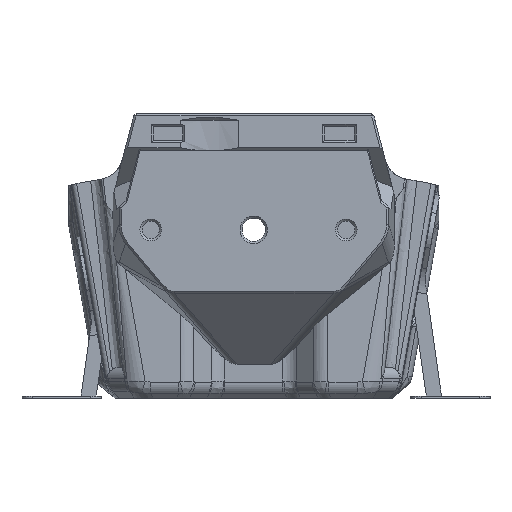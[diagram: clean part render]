
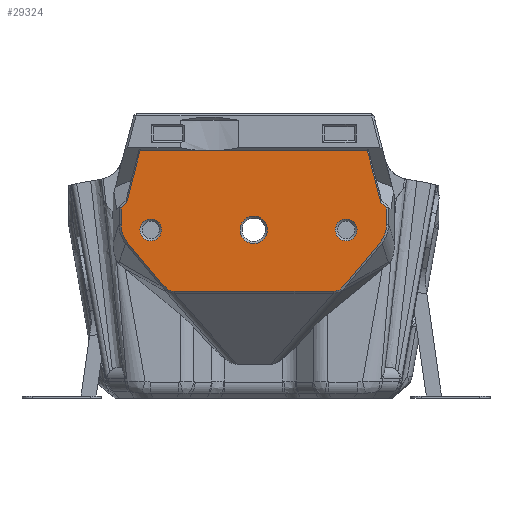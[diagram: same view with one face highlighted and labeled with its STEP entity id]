
A CAD part, front view. The second image highlights one B-rep face of the part: STEP entity #29324.
In plain terms, the highlighted planar face has unit normal (0, -1, 0).
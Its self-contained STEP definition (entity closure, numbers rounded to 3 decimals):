
#616=B_SPLINE_CURVE_WITH_KNOTS('',3,(#44804,#44805,#44806,#44807),
 .UNSPECIFIED.,.F.,.F.,(4,4),(0.,0.004),.UNSPECIFIED.);
#617=B_SPLINE_CURVE_WITH_KNOTS('',3,(#44811,#44812,#44813,#44814),
 .UNSPECIFIED.,.F.,.F.,(4,4),(0.,0.002),.UNSPECIFIED.);
#618=B_SPLINE_CURVE_WITH_KNOTS('',3,(#44816,#44817,#44818,#44819),
 .UNSPECIFIED.,.F.,.F.,(4,4),(0.,0.001),.UNSPECIFIED.);
#619=B_SPLINE_CURVE_WITH_KNOTS('',3,(#44823,#44824,#44825,#44826),
 .UNSPECIFIED.,.F.,.F.,(4,4),(0.,0.001),.UNSPECIFIED.);
#620=B_SPLINE_CURVE_WITH_KNOTS('',3,(#44828,#44829,#44830,#44831),
 .UNSPECIFIED.,.F.,.F.,(4,4),(0.,0.002),
 .UNSPECIFIED.);
#621=B_SPLINE_CURVE_WITH_KNOTS('',3,(#44835,#44836,#44837,#44838),
 .UNSPECIFIED.,.F.,.F.,(4,4),(0.017,0.02),
 .UNSPECIFIED.);
#1358=CIRCLE('',#31246,2.05);
#1359=CIRCLE('',#31247,2.6);
#1360=CIRCLE('',#31248,2.05);
#4400=ORIENTED_EDGE('',*,*,#12760,.T.);
#4401=ORIENTED_EDGE('',*,*,#12761,.T.);
#4402=ORIENTED_EDGE('',*,*,#12762,.T.);
#4403=ORIENTED_EDGE('',*,*,#12710,.T.);
#4404=ORIENTED_EDGE('',*,*,#12687,.T.);
#4405=ORIENTED_EDGE('',*,*,#12763,.F.);
#4406=ORIENTED_EDGE('',*,*,#12764,.F.);
#4407=ORIENTED_EDGE('',*,*,#12765,.T.);
#4408=ORIENTED_EDGE('',*,*,#12766,.F.);
#4409=ORIENTED_EDGE('',*,*,#12767,.F.);
#4410=ORIENTED_EDGE('',*,*,#12768,.F.);
#4411=ORIENTED_EDGE('',*,*,#12769,.F.);
#4412=ORIENTED_EDGE('',*,*,#12770,.F.);
#4413=ORIENTED_EDGE('',*,*,#12771,.T.);
#4414=ORIENTED_EDGE('',*,*,#12772,.T.);
#4415=ORIENTED_EDGE('',*,*,#12773,.T.);
#4416=ORIENTED_EDGE('',*,*,#12774,.T.);
#4417=ORIENTED_EDGE('',*,*,#12775,.F.);
#4418=ORIENTED_EDGE('',*,*,#12776,.T.);
#4419=ORIENTED_EDGE('',*,*,#12777,.T.);
#12687=EDGE_CURVE('',#16979,#16978,#19807,.T.);
#12710=EDGE_CURVE('',#17000,#16979,#19826,.T.);
#12760=EDGE_CURVE('',#17046,#17046,#1358,.T.);
#12761=EDGE_CURVE('',#17047,#17047,#1359,.F.);
#12762=EDGE_CURVE('',#17048,#17000,#19865,.T.);
#12763=EDGE_CURVE('',#17049,#16978,#19866,.T.);
#12764=EDGE_CURVE('',#17050,#17049,#19867,.T.);
#12765=EDGE_CURVE('',#17050,#17051,#19868,.F.);
#12766=EDGE_CURVE('',#17052,#17051,#616,.T.);
#12767=EDGE_CURVE('',#17053,#17052,#19869,.T.);
#12768=EDGE_CURVE('',#17054,#17053,#617,.T.);
#12769=EDGE_CURVE('',#17055,#17054,#618,.T.);
#12770=EDGE_CURVE('',#17056,#17055,#19870,.T.);
#12771=EDGE_CURVE('',#17056,#17057,#619,.T.);
#12772=EDGE_CURVE('',#17057,#17058,#620,.T.);
#12773=EDGE_CURVE('',#17058,#17059,#19871,.T.);
#12774=EDGE_CURVE('',#17059,#17060,#621,.T.);
#12775=EDGE_CURVE('',#17061,#17060,#19872,.F.);
#12776=EDGE_CURVE('',#17061,#17048,#19873,.T.);
#12777=EDGE_CURVE('',#17062,#17062,#1360,.T.);
#16978=VERTEX_POINT('',#44621);
#16979=VERTEX_POINT('',#44623);
#17000=VERTEX_POINT('',#44670);
#17046=VERTEX_POINT('',#44793);
#17047=VERTEX_POINT('',#44795);
#17048=VERTEX_POINT('',#44797);
#17049=VERTEX_POINT('',#44799);
#17050=VERTEX_POINT('',#44801);
#17051=VERTEX_POINT('',#44803);
#17052=VERTEX_POINT('',#44808);
#17053=VERTEX_POINT('',#44810);
#17054=VERTEX_POINT('',#44815);
#17055=VERTEX_POINT('',#44820);
#17056=VERTEX_POINT('',#44822);
#17057=VERTEX_POINT('',#44827);
#17058=VERTEX_POINT('',#44832);
#17059=VERTEX_POINT('',#44834);
#17060=VERTEX_POINT('',#44839);
#17061=VERTEX_POINT('',#44841);
#17062=VERTEX_POINT('',#44844);
#19807=LINE('',#44622,#22337);
#19826=LINE('',#44669,#22356);
#19865=LINE('',#44796,#22395);
#19866=LINE('',#44798,#22396);
#19867=LINE('',#44800,#22397);
#19868=LINE('',#44802,#22398);
#19869=LINE('',#44809,#22399);
#19870=LINE('',#44821,#22400);
#19871=LINE('',#44833,#22401);
#19872=LINE('',#44840,#22402);
#19873=LINE('',#44842,#22403);
#22337=VECTOR('',#34700,1000.);
#22356=VECTOR('',#34733,1000.);
#22395=VECTOR('',#34798,1000.);
#22396=VECTOR('',#34799,1000.);
#22397=VECTOR('',#34800,1000.);
#22398=VECTOR('',#34801,1000.);
#22399=VECTOR('',#34802,1000.);
#22400=VECTOR('',#34803,1000.);
#22401=VECTOR('',#34804,1000.);
#22402=VECTOR('',#34805,1000.);
#22403=VECTOR('',#34806,1000.);
#24785=EDGE_LOOP('',(#4400));
#24786=EDGE_LOOP('',(#4401));
#24787=EDGE_LOOP('',(#4402,#4403,#4404,#4405,#4406,#4407,#4408,#4409,#4410,
#4411,#4412,#4413,#4414,#4415,#4416,#4417,#4418));
#24788=EDGE_LOOP('',(#4419));
#26632=FACE_BOUND('',#24785,.T.);
#26633=FACE_BOUND('',#24786,.T.);
#26634=FACE_BOUND('',#24787,.T.);
#26635=FACE_BOUND('',#24788,.T.);
#28337=PLANE('',#31245);
#29324=ADVANCED_FACE('',(#26632,#26633,#26634,#26635),#28337,.T.);
#31245=AXIS2_PLACEMENT_3D('',#44791,#34792,#34793);
#31246=AXIS2_PLACEMENT_3D('',#44792,#34794,#34795);
#31247=AXIS2_PLACEMENT_3D('',#44794,#34796,#34797);
#31248=AXIS2_PLACEMENT_3D('',#44843,#34807,#34808);
#34700=DIRECTION('',(-1.,0.,0.));
#34733=DIRECTION('',(-1.,0.,0.));
#34792=DIRECTION('',(0.,-1.,0.));
#34793=DIRECTION('',(1.,0.,0.));
#34794=DIRECTION('',(0.,1.,0.));
#34795=DIRECTION('',(0.,0.,1.));
#34796=DIRECTION('',(0.,-1.,0.));
#34797=DIRECTION('',(0.,0.,-1.));
#34798=DIRECTION('',(-0.25,0.,0.968));
#34799=DIRECTION('',(0.25,0.,0.968));
#34800=DIRECTION('',(0.714,0.,0.7));
#34801=DIRECTION('',(0.,0.,1.));
#34802=DIRECTION('',(-0.643,0.,0.766));
#34803=DIRECTION('',(-1.,0.,0.));
#34804=DIRECTION('',(0.643,0.,0.766));
#34805=DIRECTION('',(0.,0.,1.));
#34806=DIRECTION('',(-0.714,0.,0.7));
#34807=DIRECTION('',(0.,1.,0.));
#34808=DIRECTION('',(0.,0.,1.));
#44621=CARTESIAN_POINT('',(-21.524,-30.914,46.796));
#44622=CARTESIAN_POINT('',(21.765,-30.914,46.796));
#44623=CARTESIAN_POINT('',(-8.4,-30.914,46.796));
#44669=CARTESIAN_POINT('',(21.765,-30.914,46.796));
#44670=CARTESIAN_POINT('',(21.524,-30.914,46.796));
#44791=CARTESIAN_POINT('',(0.,-30.914,33.146));
#44792=CARTESIAN_POINT('',(17.499,-30.914,31.853));
#44793=CARTESIAN_POINT('',(17.499,-30.914,33.903));
#44794=CARTESIAN_POINT('',(0.,-30.914,31.85));
#44795=CARTESIAN_POINT('',(0.,-30.914,29.25));
#44796=CARTESIAN_POINT('',(23.483,-30.914,39.22));
#44797=CARTESIAN_POINT('',(24.05,-30.914,37.028));
#44798=CARTESIAN_POINT('',(-23.525,-30.914,39.06));
#44799=CARTESIAN_POINT('',(-24.05,-30.914,37.028));
#44800=CARTESIAN_POINT('',(-13.808,-30.914,47.065));
#44801=CARTESIAN_POINT('',(-25.107,-30.914,35.993));
#44802=CARTESIAN_POINT('',(-25.107,-30.914,32.976));
#44803=CARTESIAN_POINT('',(-25.107,-30.914,32.789));
#44804=CARTESIAN_POINT('',(-23.973,-30.914,29.532));
#44805=CARTESIAN_POINT('',(-24.732,-30.914,30.438));
#44806=CARTESIAN_POINT('',(-25.107,-30.914,31.609));
#44807=CARTESIAN_POINT('',(-25.107,-30.914,32.789));
#44808=CARTESIAN_POINT('',(-23.973,-30.914,29.532));
#44809=CARTESIAN_POINT('',(-15.763,-30.914,19.748));
#44810=CARTESIAN_POINT('',(-17.431,-30.914,21.735));
#44811=CARTESIAN_POINT('',(-16.377,-30.914,20.624));
#44812=CARTESIAN_POINT('',(-16.749,-30.914,20.974));
#44813=CARTESIAN_POINT('',(-17.102,-30.914,21.344));
#44814=CARTESIAN_POINT('',(-17.431,-30.914,21.735));
#44815=CARTESIAN_POINT('',(-16.377,-30.914,20.624));
#44816=CARTESIAN_POINT('',(-15.042,-30.914,20.209));
#44817=CARTESIAN_POINT('',(-15.517,-30.914,20.209));
#44818=CARTESIAN_POINT('',(-15.969,-30.914,20.384));
#44819=CARTESIAN_POINT('',(-16.377,-30.914,20.624));
#44820=CARTESIAN_POINT('',(-15.042,-30.914,20.209));
#44821=CARTESIAN_POINT('',(0.,-30.914,20.209));
#44822=CARTESIAN_POINT('',(15.042,-30.914,20.209));
#44823=CARTESIAN_POINT('',(15.042,-30.914,20.209));
#44824=CARTESIAN_POINT('',(15.517,-30.914,20.209));
#44825=CARTESIAN_POINT('',(15.969,-30.914,20.384));
#44826=CARTESIAN_POINT('',(16.377,-30.914,20.624));
#44827=CARTESIAN_POINT('',(16.377,-30.914,20.624));
#44828=CARTESIAN_POINT('',(16.377,-30.914,20.624));
#44829=CARTESIAN_POINT('',(16.749,-30.914,20.974));
#44830=CARTESIAN_POINT('',(17.102,-30.914,21.344));
#44831=CARTESIAN_POINT('',(17.431,-30.914,21.735));
#44832=CARTESIAN_POINT('',(17.431,-30.914,21.735));
#44833=CARTESIAN_POINT('',(15.763,-30.914,19.748));
#44834=CARTESIAN_POINT('',(23.973,-30.914,29.532));
#44835=CARTESIAN_POINT('',(23.973,-30.914,29.532));
#44836=CARTESIAN_POINT('',(24.733,-30.914,30.439));
#44837=CARTESIAN_POINT('',(25.107,-30.914,31.616));
#44838=CARTESIAN_POINT('',(25.107,-30.914,32.789));
#44839=CARTESIAN_POINT('',(25.107,-30.914,32.789));
#44840=CARTESIAN_POINT('',(25.107,-30.914,32.976));
#44841=CARTESIAN_POINT('',(25.107,-30.914,35.993));
#44842=CARTESIAN_POINT('',(13.808,-30.914,47.065));
#44843=CARTESIAN_POINT('',(-19.501,-30.914,31.853));
#44844=CARTESIAN_POINT('',(-19.501,-30.914,33.903));
